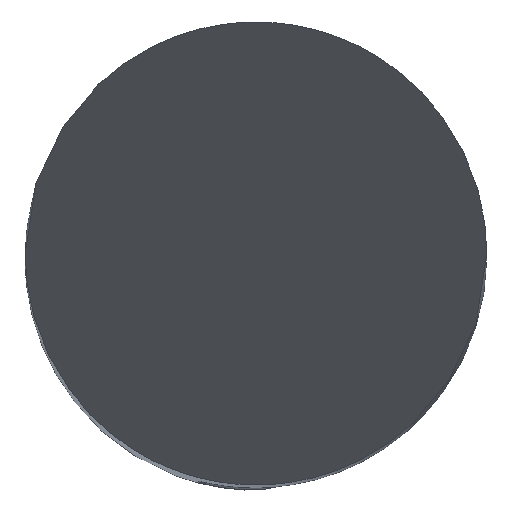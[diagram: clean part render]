
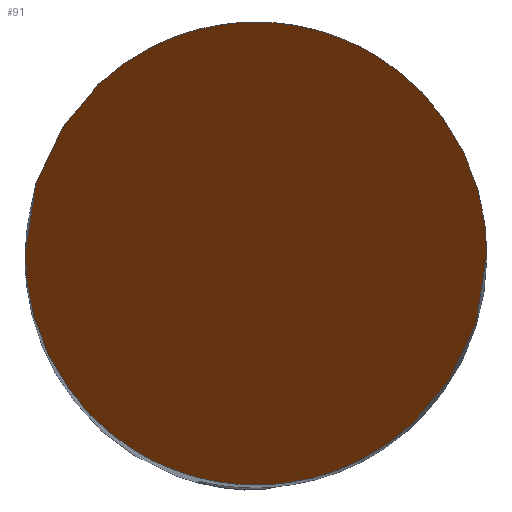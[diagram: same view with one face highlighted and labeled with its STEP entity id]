
A CAD part, top view. The second image highlights one B-rep face of the part: STEP entity #91.
In plain terms, the highlighted planar face has unit normal (0, -0.866, 0.5).
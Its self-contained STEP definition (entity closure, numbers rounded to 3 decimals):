
#91=ADVANCED_FACE('',(#133),#111,.F.);
#111=PLANE('',#608);
#133=FACE_OUTER_BOUND('',#164,.T.);
#164=EDGE_LOOP('',(#280,#281));
#180=(
BOUNDED_CURVE()
B_SPLINE_CURVE(3,(#973,#974,#975,#976),.UNSPECIFIED.,.F.,.F.)
B_SPLINE_CURVE_WITH_KNOTS((4,4),(0.,1.),.UNSPECIFIED.)
CURVE()
GEOMETRIC_REPRESENTATION_ITEM()
RATIONAL_B_SPLINE_CURVE((1.,0.333,0.333,1.))
REPRESENTATION_ITEM('')
);
#183=(
BOUNDED_CURVE()
B_SPLINE_CURVE(3,(#1053,#1054,#1055,#1056),.UNSPECIFIED.,.F.,.F.)
B_SPLINE_CURVE_WITH_KNOTS((4,4),(0.,1.),.UNSPECIFIED.)
CURVE()
GEOMETRIC_REPRESENTATION_ITEM()
RATIONAL_B_SPLINE_CURVE((1.,0.333,0.333,1.))
REPRESENTATION_ITEM('')
);
#280=ORIENTED_EDGE('',*,*,#435,.F.);
#281=ORIENTED_EDGE('',*,*,#423,.F.);
#365=VERTEX_POINT('',#972);
#366=VERTEX_POINT('',#977);
#423=EDGE_CURVE('',#365,#366,#180,.T.);
#435=EDGE_CURVE('',#366,#365,#183,.T.);
#608=AXIS2_PLACEMENT_3D('',#1097,#677,#678);
#677=DIRECTION('',(0.,0.866,-0.5));
#678=DIRECTION('',(0.,-0.5,-0.866));
#972=CARTESIAN_POINT('',(-2.5,0.,0.));
#973=CARTESIAN_POINT('',(-2.5,0.,0.));
#974=CARTESIAN_POINT('',(-2.5,5.,8.66));
#975=CARTESIAN_POINT('',(2.5,5.,8.66));
#976=CARTESIAN_POINT('',(2.5,0.,0.));
#977=CARTESIAN_POINT('',(2.5,0.,0.));
#1053=CARTESIAN_POINT('',(2.5,0.,0.));
#1054=CARTESIAN_POINT('',(2.5,-5.,-8.66));
#1055=CARTESIAN_POINT('',(-2.5,-5.,-8.66));
#1056=CARTESIAN_POINT('',(-2.5,0.,0.));
#1097=CARTESIAN_POINT('',(-2.5,2.5,4.33));
